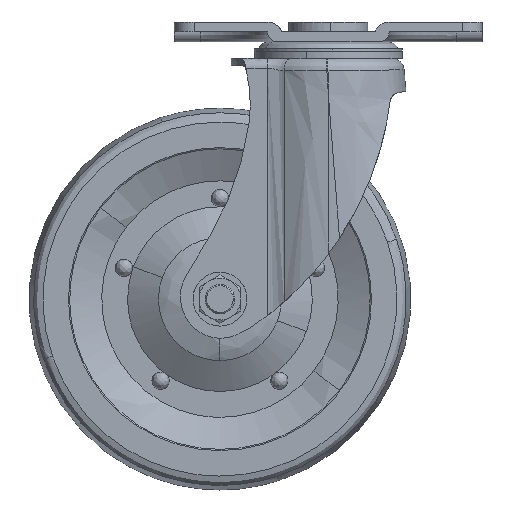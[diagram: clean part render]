
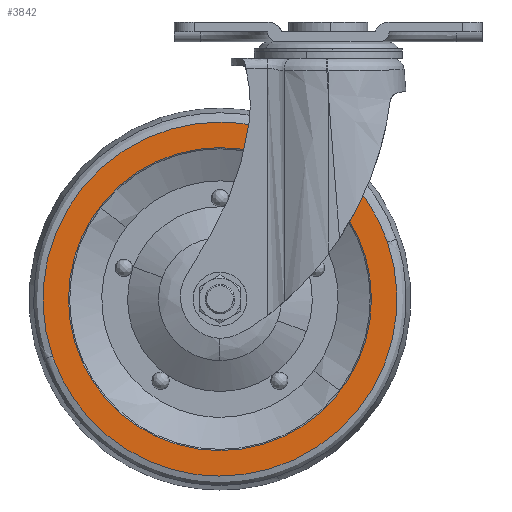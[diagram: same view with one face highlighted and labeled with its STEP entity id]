
A CAD part, front view. The second image highlights one B-rep face of the part: STEP entity #3842.
In plain terms, the highlighted free-form (B-spline) face has degree [1, 1] with [2, 2] control points.
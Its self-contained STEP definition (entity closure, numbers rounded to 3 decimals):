
#3617=CARTESIAN_POINT('',(24.042,-14.0,-89.443));
#3618=VERTEX_POINT('',#3617);
#3632=CARTESIAN_POINT('',(-44.0,-14.0,-184.343));
#3633=VERTEX_POINT('',#3632);
#3634=CARTESIAN_POINT('',(-44.0,-14.0,-184.343));
#3635=CARTESIAN_POINT('',(27.843,-14.,-184.343));
#3636=CARTESIAN_POINT('',(27.843,-14.0,-112.5));
#3637=CARTESIAN_POINT('',(27.843,-14.,-100.658));
#3638=CARTESIAN_POINT('',(24.042,-14.,-89.443));
#3646=(BOUNDED_CURVE()B_SPLINE_CURVE(2,(#3634,#3635,#3636,#3637,#3638),.UNSPECIFIED.,.F.,.U.)B_SPLINE_CURVE_WITH_KNOTS((3,2,3),(0.0,0.25,0.305),.UNSPECIFIED.)CURVE()GEOMETRIC_REPRESENTATION_ITEM()RATIONAL_B_SPLINE_CURVE((1.0,0.707,1.0,0.936,0.9))REPRESENTATION_ITEM(''));
#3647=EDGE_CURVE('',#3633,#3618,#3646,.T.);
#3649=CARTESIAN_POINT('',(-112.042,-14.0,-135.557));
#3650=VERTEX_POINT('',#3649);
#3651=CARTESIAN_POINT('',(-112.042,-14.,-135.557));
#3652=CARTESIAN_POINT('',(-95.51,-14.,-184.343));
#3653=CARTESIAN_POINT('',(-44.0,-14.0,-184.343));
#3661=(BOUNDED_CURVE()B_SPLINE_CURVE(2,(#3651,#3652,#3653),.UNSPECIFIED.,.F.,.U.)B_SPLINE_CURVE_WITH_KNOTS((3,3),(0.805,1.0),.UNSPECIFIED.)CURVE()GEOMETRIC_REPRESENTATION_ITEM()RATIONAL_B_SPLINE_CURVE((0.9,0.771,1.0))REPRESENTATION_ITEM(''));
#3662=EDGE_CURVE('',#3650,#3633,#3661,.T.);
#3706=CARTESIAN_POINT('',(-44.0,-14.0,-40.657));
#3707=VERTEX_POINT('',#3706);
#3708=CARTESIAN_POINT('',(-44.0,-14.0,-40.657));
#3709=CARTESIAN_POINT('',(-115.843,-14.,-40.657));
#3710=CARTESIAN_POINT('',(-115.843,-14.0,-112.5));
#3711=CARTESIAN_POINT('',(-115.843,-14.,-124.342));
#3712=CARTESIAN_POINT('',(-112.042,-14.,-135.557));
#3720=(BOUNDED_CURVE()B_SPLINE_CURVE(2,(#3708,#3709,#3710,#3711,#3712),.UNSPECIFIED.,.F.,.U.)B_SPLINE_CURVE_WITH_KNOTS((3,2,3),(0.5,0.75,0.805),.UNSPECIFIED.)CURVE()GEOMETRIC_REPRESENTATION_ITEM()RATIONAL_B_SPLINE_CURVE((1.0,0.707,1.0,0.936,0.9))REPRESENTATION_ITEM(''));
#3721=EDGE_CURVE('',#3707,#3650,#3720,.T.);
#3723=CARTESIAN_POINT('',(24.042,-14.,-89.443));
#3724=CARTESIAN_POINT('',(7.51,-14.,-40.657));
#3725=CARTESIAN_POINT('',(-44.0,-14.0,-40.657));
#3733=(BOUNDED_CURVE()B_SPLINE_CURVE(2,(#3723,#3724,#3725),.UNSPECIFIED.,.F.,.U.)B_SPLINE_CURVE_WITH_KNOTS((3,3),(0.305,0.5),.UNSPECIFIED.)CURVE()GEOMETRIC_REPRESENTATION_ITEM()RATIONAL_B_SPLINE_CURVE((0.9,0.771,1.0))REPRESENTATION_ITEM(''));
#3734=EDGE_CURVE('',#3618,#3707,#3733,.T.);
#3741=CARTESIAN_POINT('',(-123.016,-14.0,-33.48));
#3742=CARTESIAN_POINT('',(-123.016,-14.0,-191.52));
#3743=CARTESIAN_POINT('',(35.016,-14.0,-33.48));
#3744=CARTESIAN_POINT('',(35.016,-14.0,-191.52));
#3745=B_SPLINE_SURFACE_WITH_KNOTS('',1,1,((#3741,#3743),(#3742,#3744)),.UNSPECIFIED.,.F.,.F.,.U.,(2,2),(2,2),(0.0,158.04),(0.0,158.031),.UNSPECIFIED.);
#3746=ORIENTED_EDGE('',*,*,#3647,.T.);
#3747=ORIENTED_EDGE('',*,*,#3734,.T.);
#3748=ORIENTED_EDGE('',*,*,#3721,.T.);
#3749=ORIENTED_EDGE('',*,*,#3662,.T.);
#3750=EDGE_LOOP('',(#3746,#3747,#3748,#3749));
#3751=FACE_OUTER_BOUND('',#3750,.T.);
#3752=CARTESIAN_POINT('',(-44.0,-14.0,-51.));
#3753=VERTEX_POINT('',#3752);
#3754=CARTESIAN_POINT('',(-70.185,-14.0,-168.147));
#3755=VERTEX_POINT('',#3754);
#3756=CARTESIAN_POINT('',(-44.0,-14.0,-51.));
#3757=CARTESIAN_POINT('',(-46.921,-14.0,-51.));
#3758=CARTESIAN_POINT('',(-53.087,-14.,-51.44));
#3759=CARTESIAN_POINT('',(-61.132,-14.,-53.253));
#3760=CARTESIAN_POINT('',(-69.269,-14.,-56.231));
#3761=CARTESIAN_POINT('',(-76.671,-14.,-60.112));
#3762=CARTESIAN_POINT('',(-83.39,-14.,-65.071));
#3763=CARTESIAN_POINT('',(-88.585,-14.0,-69.982));
#3764=CARTESIAN_POINT('',(-93.461,-14.,-75.647));
#3765=CARTESIAN_POINT('',(-97.853,-14.,-82.369));
#3766=CARTESIAN_POINT('',(-101.059,-14.,-89.246));
#3767=CARTESIAN_POINT('',(-103.415,-14.,-96.107));
#3768=CARTESIAN_POINT('',(-104.865,-14.,-102.673));
#3769=CARTESIAN_POINT('',(-105.663,-14.,-110.975));
#3770=CARTESIAN_POINT('',(-105.358,-14.,-119.435));
#3771=CARTESIAN_POINT('',(-103.54,-14.,-128.806));
#3772=CARTESIAN_POINT('',(-100.519,-14.,-137.289));
#3773=CARTESIAN_POINT('',(-96.357,-14.,-145.146));
#3774=CARTESIAN_POINT('',(-91.775,-14.,-151.469));
#3775=CARTESIAN_POINT('',(-86.689,-14.,-156.946));
#3776=CARTESIAN_POINT('',(-79.959,-14.,-162.749));
#3777=CARTESIAN_POINT('',(-74.101,-14.,-166.305));
#3778=CARTESIAN_POINT('',(-70.185,-14.0,-168.147));
#3779=B_SPLINE_CURVE_WITH_KNOTS('',3,(#3756,#3757,#3758,#3759,#3760,#3761,#3762,#3763,#3764,#3765,#3766,#3767,#3768,#3769,#3770,#3771,#3772,#3773,#3774,#3775,#3776,#3777,#3778),.UNSPECIFIED.,.F.,.U.,(4,1,1,1,1,1,1,1,1,1,1,1,1,1,1,1,1,1,1,1,4),(0.,8.762,18.498,24.664,34.725,43.487,49.653,56.144,65.88,73.668,78.861,87.623,93.789,103.849,112.936,122.348,130.785,139.548,145.714,153.178,166.159),.UNSPECIFIED.);
#3780=EDGE_CURVE('',#3753,#3755,#3779,.T.);
#3781=ORIENTED_EDGE('',*,*,#3780,.F.);
#3782=CARTESIAN_POINT('',(-17.815,-14.0,-56.853));
#3783=VERTEX_POINT('',#3782);
#3784=CARTESIAN_POINT('',(-17.815,-14.,-56.853));
#3785=CARTESIAN_POINT('',(-30.253,-14.,-51.));
#3786=CARTESIAN_POINT('',(-44.0,-14.0,-51.));
#3794=(BOUNDED_CURVE()B_SPLINE_CURVE(2,(#3784,#3785,#3786),.UNSPECIFIED.,.F.,.U.)B_SPLINE_CURVE_WITH_KNOTS((3,3),(0.428,0.5),.UNSPECIFIED.)CURVE()GEOMETRIC_REPRESENTATION_ITEM()RATIONAL_B_SPLINE_CURVE((0.88,0.915,1.0))REPRESENTATION_ITEM(''));
#3795=EDGE_CURVE('',#3783,#3753,#3794,.T.);
#3796=ORIENTED_EDGE('',*,*,#3795,.F.);
#3797=CARTESIAN_POINT('',(-44.0,-14.0,-174.0));
#3798=VERTEX_POINT('',#3797);
#3799=CARTESIAN_POINT('',(-44.0,-14.0,-174.0));
#3800=CARTESIAN_POINT('',(-40.538,-14.,-174.));
#3801=CARTESIAN_POINT('',(-34.697,-14.,-173.505));
#3802=CARTESIAN_POINT('',(-25.406,-14.,-171.36));
#3803=CARTESIAN_POINT('',(-18.027,-14.,-168.459));
#3804=CARTESIAN_POINT('',(-11.125,-14.,-164.605));
#3805=CARTESIAN_POINT('',(-5.893,-14.,-160.932));
#3806=CARTESIAN_POINT('',(-1.019,-14.,-156.632));
#3807=CARTESIAN_POINT('',(3.472,-14.,-151.787));
#3808=CARTESIAN_POINT('',(7.094,-14.,-146.917));
#3809=CARTESIAN_POINT('',(10.318,-14.,-141.529));
#3810=CARTESIAN_POINT('',(13.407,-14.,-135.081));
#3811=CARTESIAN_POINT('',(15.942,-14.,-127.231));
#3812=CARTESIAN_POINT('',(17.291,-14.,-119.103));
#3813=CARTESIAN_POINT('',(17.598,-14.,-112.394));
#3814=CARTESIAN_POINT('',(17.267,-14.,-106.013));
#3815=CARTESIAN_POINT('',(16.231,-14.,-99.375));
#3816=CARTESIAN_POINT('',(14.534,-14.,-93.323));
#3817=CARTESIAN_POINT('',(12.194,-14.,-87.265));
#3818=CARTESIAN_POINT('',(9.028,-14.,-80.971));
#3819=CARTESIAN_POINT('',(4.105,-14.,-73.825));
#3820=CARTESIAN_POINT('',(-1.447,-14.,-67.878));
#3821=CARTESIAN_POINT('',(-8.596,-14.,-61.907));
#3822=CARTESIAN_POINT('',(-13.997,-14.,-58.649));
#3823=CARTESIAN_POINT('',(-17.815,-14.0,-56.853));
#3824=B_SPLINE_CURVE_WITH_KNOTS('',3,(#3799,#3800,#3801,#3802,#3803,#3804,#3805,#3806,#3807,#3808,#3809,#3810,#3811,#3812,#3813,#3814,#3815,#3816,#3817,#3818,#3819,#3820,#3821,#3822,#3823),.UNSPECIFIED.,.F.,.U.,(4,1,1,1,1,1,1,1,1,1,1,1,1,1,1,1,1,1,1,1,1,1,4),(0.,10.385,17.524,28.559,34.076,41.215,47.706,53.547,61.012,65.88,72.37,82.431,90.544,97.034,102.551,109.691,117.155,121.374,129.163,138.25,147.336,153.502,166.159),.UNSPECIFIED.);
#3825=EDGE_CURVE('',#3798,#3783,#3824,.T.);
#3826=ORIENTED_EDGE('',*,*,#3825,.F.);
#3827=CARTESIAN_POINT('',(-70.185,-14.,-168.147));
#3828=CARTESIAN_POINT('',(-57.747,-14.,-174.));
#3829=CARTESIAN_POINT('',(-44.0,-14.0,-174.0));
#3837=(BOUNDED_CURVE()B_SPLINE_CURVE(2,(#3827,#3828,#3829),.UNSPECIFIED.,.F.,.U.)B_SPLINE_CURVE_WITH_KNOTS((3,3),(0.928,1.0),.UNSPECIFIED.)CURVE()GEOMETRIC_REPRESENTATION_ITEM()RATIONAL_B_SPLINE_CURVE((0.88,0.915,1.0))REPRESENTATION_ITEM(''));
#3838=EDGE_CURVE('',#3755,#3798,#3837,.T.);
#3839=ORIENTED_EDGE('',*,*,#3838,.F.);
#3840=EDGE_LOOP('',(#3781,#3796,#3826,#3839));
#3841=FACE_BOUND('',#3840,.T.);
#3842=ADVANCED_FACE('',(#3751,#3841),#3745,.T.);
